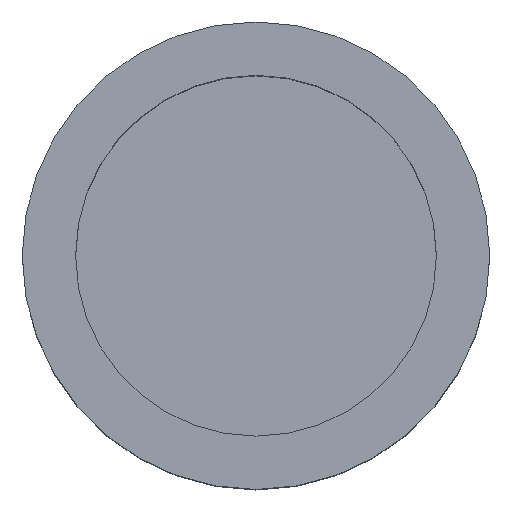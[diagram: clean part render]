
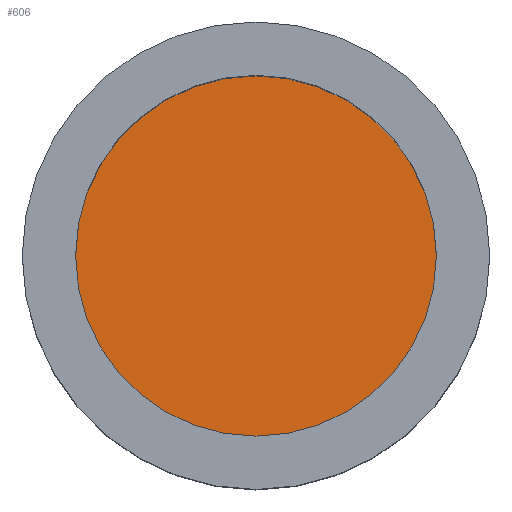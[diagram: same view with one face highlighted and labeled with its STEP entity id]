
A CAD part, top view. The second image highlights one B-rep face of the part: STEP entity #606.
In plain terms, the highlighted planar face has unit normal (0, 0, 1).
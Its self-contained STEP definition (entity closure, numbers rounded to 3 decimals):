
#4 = FACE_OUTER_BOUND ( 'NONE', #497, .T. ) ;
#52 = DIRECTION ( 'NONE',  ( 1., 0., 0. ) ) ;
#73 = DIRECTION ( 'NONE',  ( 1., 0., 0. ) ) ;
#102 = CARTESIAN_POINT ( 'NONE',  ( 0., 0., 2. ) ) ;
#146 = CARTESIAN_POINT ( 'NONE',  ( 0., 0., 2. ) ) ;
#151 = CARTESIAN_POINT ( 'NONE',  ( -17.75, 0., 2. ) ) ;
#172 = DIRECTION ( 'NONE',  ( 0., 0., 1. ) ) ;
#197 = AXIS2_PLACEMENT_3D ( 'NONE', #102, #287, #52 ) ;
#207 = VERTEX_POINT ( 'NONE', #151 ) ;
#214 = EDGE_CURVE ( 'NONE', #207, #467, #531, .T. ) ;
#281 = ORIENTED_EDGE ( 'NONE', *, *, #503, .T. ) ;
#287 = DIRECTION ( 'NONE',  ( 0., 0., 1. ) ) ;
#345 = DIRECTION ( 'NONE',  ( 0., 0., 1. ) ) ;
#380 = CARTESIAN_POINT ( 'NONE',  ( 0., 0., 2. ) ) ;
#440 = AXIS2_PLACEMENT_3D ( 'NONE', #380, #172, #73 ) ;
#442 = DIRECTION ( 'NONE',  ( 1., 0., 0. ) ) ;
#467 = VERTEX_POINT ( 'NONE', #528 ) ;
#468 = CIRCLE ( 'NONE', #510, 17.75 ) ;
#497 = EDGE_LOOP ( 'NONE', ( #281, #504 ) ) ;
#503 = EDGE_CURVE ( 'NONE', #467, #207, #468, .T. ) ;
#504 = ORIENTED_EDGE ( 'NONE', *, *, #214, .T. ) ;
#510 = AXIS2_PLACEMENT_3D ( 'NONE', #146, #345, #442 ) ;
#528 = CARTESIAN_POINT ( 'NONE',  ( 17.75, 0., 2. ) ) ;
#531 = CIRCLE ( 'NONE', #197, 17.75 ) ;
#535 = PLANE ( 'NONE',  #440 ) ;
#606 = ADVANCED_FACE ( 'NONE', ( #4 ), #535, .T. ) ;
